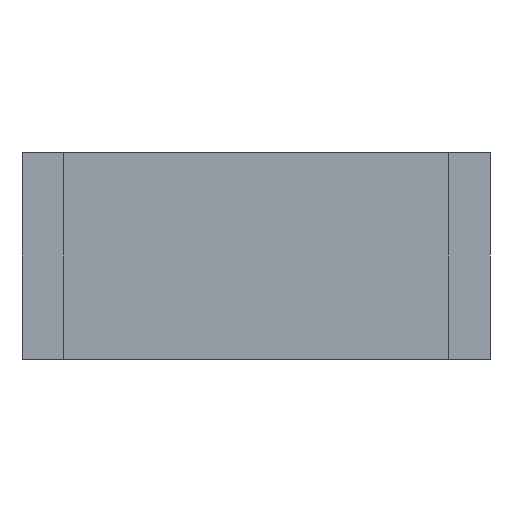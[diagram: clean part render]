
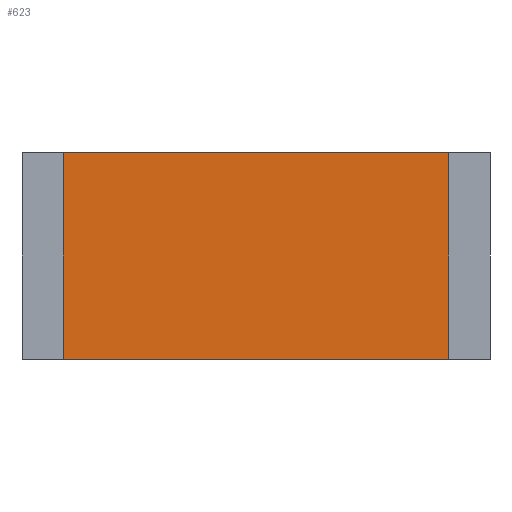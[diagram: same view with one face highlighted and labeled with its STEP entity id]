
A CAD part, front view. The second image highlights one B-rep face of the part: STEP entity #623.
In plain terms, the highlighted planar face has unit normal (0, -1, 0).
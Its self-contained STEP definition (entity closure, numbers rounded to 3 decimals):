
#3 = ORIENTED_EDGE ( 'NONE', *, *, #634, .T. ) ;
#10 = ORIENTED_EDGE ( 'NONE', *, *, #141, .F. ) ;
#46 = PLANE ( 'NONE',  #484 ) ;
#81 = CARTESIAN_POINT ( 'NONE',  ( 32.75, 65., 17.5 ) ) ;
#85 = CARTESIAN_POINT ( 'NONE',  ( 32.75, 65., -17.5 ) ) ;
#92 = DIRECTION ( 'NONE',  ( 0., 1., 0. ) ) ;
#100 = ORIENTED_EDGE ( 'NONE', *, *, #498, .T. ) ;
#105 = LINE ( 'NONE', #678, #387 ) ;
#107 = VERTEX_POINT ( 'NONE', #500 ) ;
#141 = EDGE_CURVE ( 'NONE', #229, #509, #605, .T. ) ;
#145 = FACE_OUTER_BOUND ( 'NONE', #207, .T. ) ;
#194 = VECTOR ( 'NONE', #199, 1000. ) ;
#196 = CARTESIAN_POINT ( 'NONE',  ( 32.75, 65., -17.5 ) ) ;
#199 = DIRECTION ( 'NONE',  ( 0., 0., -1. ) ) ;
#207 = EDGE_LOOP ( 'NONE', ( #100, #10, #211, #3 ) ) ;
#211 = ORIENTED_EDGE ( 'NONE', *, *, #674, .F. ) ;
#212 = DIRECTION ( 'NONE',  ( -1., 0., 0. ) ) ;
#229 = VERTEX_POINT ( 'NONE', #679 ) ;
#251 = DIRECTION ( 'NONE',  ( 1., 0., 0. ) ) ;
#254 = CARTESIAN_POINT ( 'NONE',  ( 32.75, 65., 17.5 ) ) ;
#344 = DIRECTION ( 'NONE',  ( 0., 0., -1. ) ) ;
#387 = VECTOR ( 'NONE', #251, 1000. ) ;
#389 = LINE ( 'NONE', #85, #609 ) ;
#418 = VERTEX_POINT ( 'NONE', #635 ) ;
#465 = LINE ( 'NONE', #670, #194 ) ;
#484 = AXIS2_PLACEMENT_3D ( 'NONE', #254, #92, #212 ) ;
#498 = EDGE_CURVE ( 'NONE', #107, #509, #389, .T. ) ;
#500 = CARTESIAN_POINT ( 'NONE',  ( -32.75, 65., -17.5 ) ) ;
#509 = VERTEX_POINT ( 'NONE', #196 ) ;
#539 = VECTOR ( 'NONE', #344, 1000. ) ;
#605 = LINE ( 'NONE', #81, #539 ) ;
#609 = VECTOR ( 'NONE', #657, 1000. ) ;
#623 = ADVANCED_FACE ( 'NONE', ( #145 ), #46, .F. ) ;
#634 = EDGE_CURVE ( 'NONE', #418, #107, #465, .T. ) ;
#635 = CARTESIAN_POINT ( 'NONE',  ( -32.75, 65., 17.5 ) ) ;
#657 = DIRECTION ( 'NONE',  ( 1., 0., 0. ) ) ;
#670 = CARTESIAN_POINT ( 'NONE',  ( -32.75, 65., 17.5 ) ) ;
#674 = EDGE_CURVE ( 'NONE', #418, #229, #105, .T. ) ;
#678 = CARTESIAN_POINT ( 'NONE',  ( 32.75, 65., 17.5 ) ) ;
#679 = CARTESIAN_POINT ( 'NONE',  ( 32.75, 65., 17.5 ) ) ;
